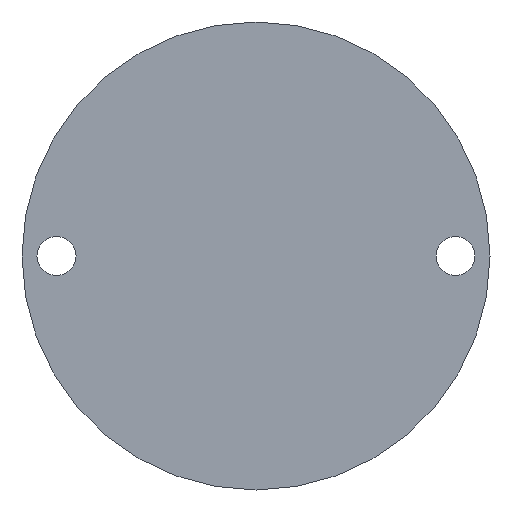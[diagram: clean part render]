
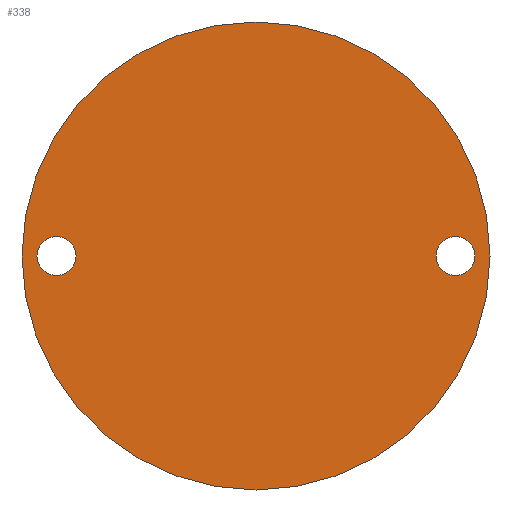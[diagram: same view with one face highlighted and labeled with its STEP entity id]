
A CAD part, front view. The second image highlights one B-rep face of the part: STEP entity #338.
In plain terms, the highlighted planar face has unit normal (0, -1, 0).
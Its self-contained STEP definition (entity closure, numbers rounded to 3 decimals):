
#9 = VERTEX_POINT ( 'NONE', #326 ) ;
#29 = VERTEX_POINT ( 'NONE', #217 ) ;
#53 = EDGE_CURVE ( 'NONE', #9, #29, #234, .T. ) ;
#116 = ORIENTED_EDGE ( 'NONE', *, *, #117, .T. ) ;
#117 = EDGE_CURVE ( 'NONE', #385, #384, #484, .T. ) ;
#118 = ORIENTED_EDGE ( 'NONE', *, *, #383, .T. ) ;
#119 = EDGE_LOOP ( 'NONE', ( #120, #121 ) ) ;
#120 = ORIENTED_EDGE ( 'NONE', *, *, #53, .T. ) ;
#121 = ORIENTED_EDGE ( 'NONE', *, *, #337, .T. ) ;
#217 = CARTESIAN_POINT ( 'NONE',  ( 0., 0., 39. ) ) ;
#230 = DIRECTION ( 'NONE',  ( 0., 0., -1. ) ) ;
#231 = DIRECTION ( 'NONE',  ( 0., -1., 0. ) ) ;
#232 = CARTESIAN_POINT ( 'NONE',  ( 0., 0., 0. ) ) ;
#233 = AXIS2_PLACEMENT_3D ( 'NONE', #232, #231, #230 ) ;
#234 = CIRCLE ( 'NONE', #233, 39. ) ;
#257 = EDGE_CURVE ( 'NONE', #258, #259, #472, .T. ) ;
#258 = VERTEX_POINT ( 'NONE', #468 ) ;
#259 = VERTEX_POINT ( 'NONE', #467 ) ;
#326 = CARTESIAN_POINT ( 'NONE',  ( 0., 0., -39. ) ) ;
#337 = EDGE_CURVE ( 'NONE', #29, #9, #522, .T. ) ;
#338 = ADVANCED_FACE ( 'NONE', ( #517, #516, #515 ), #514, .F. ) ;
#339 = EDGE_LOOP ( 'NONE', ( #340, #342 ) ) ;
#340 = ORIENTED_EDGE ( 'NONE', *, *, #341, .T. ) ;
#341 = EDGE_CURVE ( 'NONE', #259, #258, #508, .T. ) ;
#342 = ORIENTED_EDGE ( 'NONE', *, *, #257, .T. ) ;
#343 = EDGE_LOOP ( 'NONE', ( #116, #118 ) ) ;
#383 = EDGE_CURVE ( 'NONE', #384, #385, #557, .T. ) ;
#384 = VERTEX_POINT ( 'NONE', #553 ) ;
#385 = VERTEX_POINT ( 'NONE', #552 ) ;
#467 = CARTESIAN_POINT ( 'NONE',  ( 33.25, 0., 3.25 ) ) ;
#468 = CARTESIAN_POINT ( 'NONE',  ( 33.25, 0., -3.25 ) ) ;
#469 = DIRECTION ( 'NONE',  ( 0., 0., 1. ) ) ;
#470 = DIRECTION ( 'NONE',  ( 0., 1., 0. ) ) ;
#471 = AXIS2_PLACEMENT_3D ( 'NONE', #477, #470, #469 ) ;
#472 = CIRCLE ( 'NONE', #471, 3.25 ) ;
#477 = CARTESIAN_POINT ( 'NONE',  ( 33.25, 0., 0. ) ) ;
#480 = DIRECTION ( 'NONE',  ( 0., 0., 1. ) ) ;
#481 = DIRECTION ( 'NONE',  ( 0., 1., 0. ) ) ;
#482 = CARTESIAN_POINT ( 'NONE',  ( -33.25, 0., 0. ) ) ;
#483 = AXIS2_PLACEMENT_3D ( 'NONE', #482, #481, #480 ) ;
#484 = CIRCLE ( 'NONE', #483, 3.25 ) ;
#504 = DIRECTION ( 'NONE',  ( 0., 0., 1. ) ) ;
#505 = DIRECTION ( 'NONE',  ( 0., 1., 0. ) ) ;
#506 = CARTESIAN_POINT ( 'NONE',  ( 33.25, 0., 0. ) ) ;
#507 = AXIS2_PLACEMENT_3D ( 'NONE', #506, #505, #504 ) ;
#508 = CIRCLE ( 'NONE', #507, 3.25 ) ;
#510 = DIRECTION ( 'NONE',  ( 0., 0., 1. ) ) ;
#511 = DIRECTION ( 'NONE',  ( 0., 1., 0. ) ) ;
#512 = CARTESIAN_POINT ( 'NONE',  ( 0., 0., 0. ) ) ;
#513 = AXIS2_PLACEMENT_3D ( 'NONE', #512, #511, #510 ) ;
#514 = PLANE ( 'NONE',  #513 ) ;
#515 = FACE_OUTER_BOUND ( 'NONE', #119, .T. ) ;
#516 = FACE_BOUND ( 'NONE', #343, .T. ) ;
#517 = FACE_BOUND ( 'NONE', #339, .T. ) ;
#518 = DIRECTION ( 'NONE',  ( 0., 0., -1. ) ) ;
#519 = DIRECTION ( 'NONE',  ( 0., -1., 0. ) ) ;
#520 = CARTESIAN_POINT ( 'NONE',  ( 0., 0., 0. ) ) ;
#521 = AXIS2_PLACEMENT_3D ( 'NONE', #520, #519, #518 ) ;
#522 = CIRCLE ( 'NONE', #521, 39. ) ;
#552 = CARTESIAN_POINT ( 'NONE',  ( -33.25, 0., 3.25 ) ) ;
#553 = CARTESIAN_POINT ( 'NONE',  ( -33.25, 0., -3.25 ) ) ;
#554 = DIRECTION ( 'NONE',  ( 0., 0., 1. ) ) ;
#555 = DIRECTION ( 'NONE',  ( 0., 1., 0. ) ) ;
#556 = AXIS2_PLACEMENT_3D ( 'NONE', #563, #555, #554 ) ;
#557 = CIRCLE ( 'NONE', #556, 3.25 ) ;
#563 = CARTESIAN_POINT ( 'NONE',  ( -33.25, 0., 0. ) ) ;
